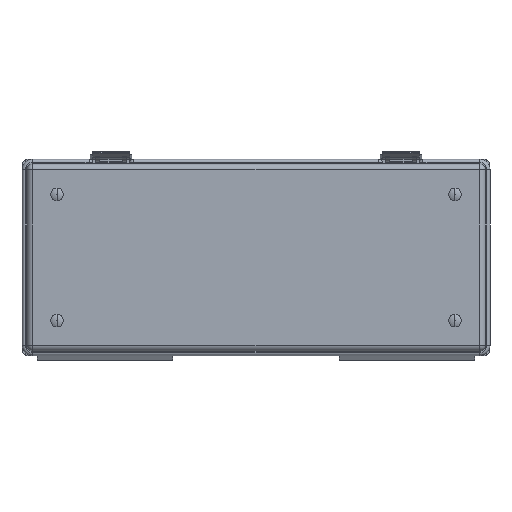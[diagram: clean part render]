
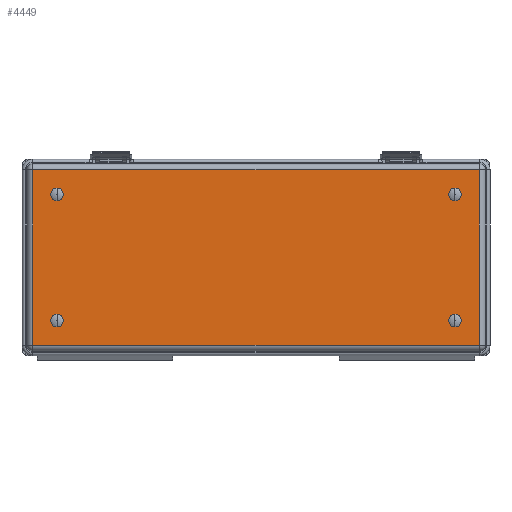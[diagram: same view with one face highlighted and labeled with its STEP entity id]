
A CAD part, front view. The second image highlights one B-rep face of the part: STEP entity #4449.
In plain terms, the highlighted planar face has unit normal (0, -1, 0).
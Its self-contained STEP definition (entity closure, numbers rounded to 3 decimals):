
#19 = DIRECTION ( 'NONE',  ( 0., -1., 0. ) ) ;
#76 = CARTESIAN_POINT ( 'NONE',  ( 65.9, -23., 20.9 ) ) ;
#118 = CIRCLE ( 'NONE', #2533, 2.1 ) ;
#121 = CARTESIAN_POINT ( 'NONE',  ( -65.9, -23., -23. ) ) ;
#123 = DIRECTION ( 'NONE',  ( 0., 0., -1. ) ) ;
#219 = EDGE_CURVE ( 'NONE', #6545, #4877, #5329, .T. ) ;
#265 = CARTESIAN_POINT ( 'NONE',  ( 65.9, -23., -18.8 ) ) ;
#356 = CARTESIAN_POINT ( 'NONE',  ( 65.9, -23., 18.8 ) ) ;
#378 = VECTOR ( 'NONE', #3307, 1000. ) ;
#451 = EDGE_CURVE ( 'NONE', #7002, #6545, #7926, .T. ) ;
#511 = CIRCLE ( 'NONE', #2774, 2.1 ) ;
#676 = CARTESIAN_POINT ( 'NONE',  ( -65.9, -23., -20.9 ) ) ;
#693 = CIRCLE ( 'NONE', #7814, 2.1 ) ;
#697 = CARTESIAN_POINT ( 'NONE',  ( -65.9, -23., 20.9 ) ) ;
#813 = VERTEX_POINT ( 'NONE', #356 ) ;
#945 = EDGE_CURVE ( 'NONE', #2201, #8220, #511, .T. ) ;
#1020 = CARTESIAN_POINT ( 'NONE',  ( -65.9, -23., 23. ) ) ;
#1087 = VERTEX_POINT ( 'NONE', #4150 ) ;
#1286 = AXIS2_PLACEMENT_3D ( 'NONE', #5456, #2747, #6208 ) ;
#1311 = EDGE_CURVE ( 'NONE', #7898, #7002, #8467, .T. ) ;
#1321 = ORIENTED_EDGE ( 'NONE', *, *, #451, .T. ) ;
#1342 = LINE ( 'NONE', #5362, #6503 ) ;
#1354 = DIRECTION ( 'NONE',  ( 0., -1., 0. ) ) ;
#1424 = ORIENTED_EDGE ( 'NONE', *, *, #1311, .T. ) ;
#1523 = VECTOR ( 'NONE', #3906, 1000. ) ;
#1582 = EDGE_CURVE ( 'NONE', #4877, #7898, #1342, .T. ) ;
#1591 = VERTEX_POINT ( 'NONE', #265 ) ;
#1643 = FACE_BOUND ( 'NONE', #8121, .T. ) ;
#1711 = AXIS2_PLACEMENT_3D ( 'NONE', #676, #19, #2720 ) ;
#1759 = CIRCLE ( 'NONE', #2588, 2.1 ) ;
#1789 = CARTESIAN_POINT ( 'NONE',  ( 65.9, -23., -23. ) ) ;
#1847 = ORIENTED_EDGE ( 'NONE', *, *, #219, .T. ) ;
#1860 = VERTEX_POINT ( 'NONE', #1789 ) ;
#1948 = CARTESIAN_POINT ( 'NONE',  ( 65.9, -23., -20.9 ) ) ;
#1992 = DIRECTION ( 'NONE',  ( 0., 0., -1. ) ) ;
#2201 = VERTEX_POINT ( 'NONE', #1020 ) ;
#2215 = FACE_BOUND ( 'NONE', #4820, .T. ) ;
#2327 = DIRECTION ( 'NONE',  ( 0., 0., -1. ) ) ;
#2461 = EDGE_CURVE ( 'NONE', #813, #8143, #118, .T. ) ;
#2533 = AXIS2_PLACEMENT_3D ( 'NONE', #5851, #6648, #1992 ) ;
#2576 = EDGE_CURVE ( 'NONE', #8143, #813, #7498, .T. ) ;
#2588 = AXIS2_PLACEMENT_3D ( 'NONE', #1948, #4101, #8752 ) ;
#2692 = DIRECTION ( 'NONE',  ( 0., 0., -1. ) ) ;
#2700 = CARTESIAN_POINT ( 'NONE',  ( 65.9, -23., 23. ) ) ;
#2720 = DIRECTION ( 'NONE',  ( 0., 0., -1. ) ) ;
#2747 = DIRECTION ( 'NONE',  ( 0., -1., 0. ) ) ;
#2774 = AXIS2_PLACEMENT_3D ( 'NONE', #697, #3936, #6150 ) ;
#3008 = CARTESIAN_POINT ( 'NONE',  ( -65.9, -23., 20.9 ) ) ;
#3291 = DIRECTION ( 'NONE',  ( 0., 0., -1. ) ) ;
#3307 = DIRECTION ( 'NONE',  ( 0., 0., 1. ) ) ;
#3351 = EDGE_CURVE ( 'NONE', #8220, #2201, #8126, .T. ) ;
#3389 = DIRECTION ( 'NONE',  ( 0., -1., 0. ) ) ;
#3731 = CARTESIAN_POINT ( 'NONE',  ( 74., -23., 29. ) ) ;
#3775 = CARTESIAN_POINT ( 'NONE',  ( 74., -23., -29. ) ) ;
#3786 = EDGE_LOOP ( 'NONE', ( #4620, #6935 ) ) ;
#3906 = DIRECTION ( 'NONE',  ( 1., 0., 0. ) ) ;
#3936 = DIRECTION ( 'NONE',  ( 0., -1., 0. ) ) ;
#4030 = DIRECTION ( 'NONE',  ( -1., 0., 0. ) ) ;
#4101 = DIRECTION ( 'NONE',  ( 0., -1., 0. ) ) ;
#4150 = CARTESIAN_POINT ( 'NONE',  ( -65.9, -23., -18.8 ) ) ;
#4217 = EDGE_CURVE ( 'NONE', #1860, #1591, #1759, .T. ) ;
#4270 = AXIS2_PLACEMENT_3D ( 'NONE', #3008, #4332, #123 ) ;
#4332 = DIRECTION ( 'NONE',  ( 0., -1., 0. ) ) ;
#4449 = ADVANCED_FACE ( 'NONE', ( #2215, #7012, #5664, #1643, #5531 ), #8306, .T. ) ;
#4620 = ORIENTED_EDGE ( 'NONE', *, *, #6286, .F. ) ;
#4709 = CARTESIAN_POINT ( 'NONE',  ( 65.9, -23., -20.9 ) ) ;
#4787 = ORIENTED_EDGE ( 'NONE', *, *, #6237, .F. ) ;
#4820 = EDGE_LOOP ( 'NONE', ( #4787, #7361 ) ) ;
#4849 = AXIS2_PLACEMENT_3D ( 'NONE', #4905, #8400, #5712 ) ;
#4877 = VERTEX_POINT ( 'NONE', #5877 ) ;
#4905 = CARTESIAN_POINT ( 'NONE',  ( 0., -23., 0. ) ) ;
#4995 = CARTESIAN_POINT ( 'NONE',  ( -74., -23., -29. ) ) ;
#5288 = CARTESIAN_POINT ( 'NONE',  ( 74., -23., -29. ) ) ;
#5329 = LINE ( 'NONE', #3731, #378 ) ;
#5362 = CARTESIAN_POINT ( 'NONE',  ( -74., -23., 29. ) ) ;
#5367 = CIRCLE ( 'NONE', #1711, 2.1 ) ;
#5456 = CARTESIAN_POINT ( 'NONE',  ( -65.9, -23., -20.9 ) ) ;
#5501 = VERTEX_POINT ( 'NONE', #121 ) ;
#5531 = FACE_OUTER_BOUND ( 'NONE', #6821, .T. ) ;
#5664 = FACE_BOUND ( 'NONE', #7695, .T. ) ;
#5703 = ORIENTED_EDGE ( 'NONE', *, *, #945, .F. ) ;
#5712 = DIRECTION ( 'NONE',  ( 0., 0., -1. ) ) ;
#5851 = CARTESIAN_POINT ( 'NONE',  ( 65.9, -23., 20.9 ) ) ;
#5877 = CARTESIAN_POINT ( 'NONE',  ( 74., -23., 29. ) ) ;
#6150 = DIRECTION ( 'NONE',  ( 0., 0., -1. ) ) ;
#6208 = DIRECTION ( 'NONE',  ( 0., 0., -1. ) ) ;
#6237 = EDGE_CURVE ( 'NONE', #1591, #1860, #693, .T. ) ;
#6239 = CIRCLE ( 'NONE', #1286, 2.1 ) ;
#6264 = ORIENTED_EDGE ( 'NONE', *, *, #1582, .T. ) ;
#6286 = EDGE_CURVE ( 'NONE', #1087, #5501, #5367, .T. ) ;
#6353 = AXIS2_PLACEMENT_3D ( 'NONE', #76, #3389, #2692 ) ;
#6455 = ORIENTED_EDGE ( 'NONE', *, *, #2461, .F. ) ;
#6503 = VECTOR ( 'NONE', #4030, 1000. ) ;
#6545 = VERTEX_POINT ( 'NONE', #5288 ) ;
#6648 = DIRECTION ( 'NONE',  ( 0., -1., 0. ) ) ;
#6797 = ORIENTED_EDGE ( 'NONE', *, *, #3351, .F. ) ;
#6821 = EDGE_LOOP ( 'NONE', ( #1847, #6264, #1424, #1321 ) ) ;
#6904 = ORIENTED_EDGE ( 'NONE', *, *, #2576, .F. ) ;
#6935 = ORIENTED_EDGE ( 'NONE', *, *, #7905, .F. ) ;
#6987 = CARTESIAN_POINT ( 'NONE',  ( -74., -23., 29. ) ) ;
#7002 = VERTEX_POINT ( 'NONE', #4995 ) ;
#7012 = FACE_BOUND ( 'NONE', #3786, .T. ) ;
#7361 = ORIENTED_EDGE ( 'NONE', *, *, #4217, .F. ) ;
#7498 = CIRCLE ( 'NONE', #6353, 2.1 ) ;
#7695 = EDGE_LOOP ( 'NONE', ( #6904, #6455 ) ) ;
#7814 = AXIS2_PLACEMENT_3D ( 'NONE', #4709, #1354, #3291 ) ;
#7898 = VERTEX_POINT ( 'NONE', #6987 ) ;
#7905 = EDGE_CURVE ( 'NONE', #5501, #1087, #6239, .T. ) ;
#7926 = LINE ( 'NONE', #3775, #1523 ) ;
#7954 = VECTOR ( 'NONE', #2327, 1000. ) ;
#8121 = EDGE_LOOP ( 'NONE', ( #5703, #6797 ) ) ;
#8126 = CIRCLE ( 'NONE', #4270, 2.1 ) ;
#8143 = VERTEX_POINT ( 'NONE', #2700 ) ;
#8220 = VERTEX_POINT ( 'NONE', #8314 ) ;
#8306 = PLANE ( 'NONE',  #4849 ) ;
#8314 = CARTESIAN_POINT ( 'NONE',  ( -65.9, -23., 18.8 ) ) ;
#8376 = CARTESIAN_POINT ( 'NONE',  ( -74., -23., -29. ) ) ;
#8400 = DIRECTION ( 'NONE',  ( 0., -1., 0. ) ) ;
#8467 = LINE ( 'NONE', #8376, #7954 ) ;
#8752 = DIRECTION ( 'NONE',  ( 0., 0., -1. ) ) ;
